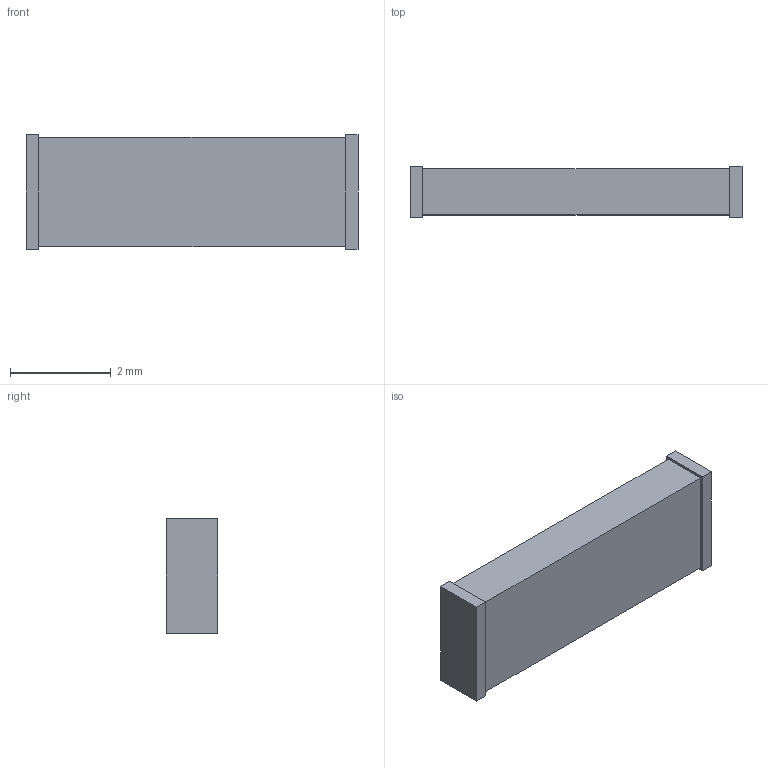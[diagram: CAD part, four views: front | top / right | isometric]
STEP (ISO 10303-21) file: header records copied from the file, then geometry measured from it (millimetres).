
FILE_DESCRIPTION (( 'STEP AP214' ), '1' );
FILE_NAME ('ANT-2.45-CHP-T.STEP', '2020-11-11T08:26:20', ( '' ), ( '' ), 'SwSTEP 2.0', 'SolidWorks 2017', '' );
FILE_SCHEMA (( 'AUTOMOTIVE_DESIGN' ));
Length unit declared in the file: inch
Products named in the file (1): ANT-2.45-CHP-T
Bounding box: 6.6 x 1.02 x 2.29 mm (x, y, z)
Volume: 13.4 mm3; surface area: 55 mm2
Topology: 4 solids, 4 shells, 35 faces, 78 edges, 52 vertices
Faces by surface type: plane 35
Entity records: 1025 total; most frequent: CARTESIAN_POINT 166, ORIENTED_EDGE 156, DIRECTION 150, VECTOR 78, LINE 78, EDGE_CURVE 78, VERTEX_POINT 52, EDGE_LOOP 36
